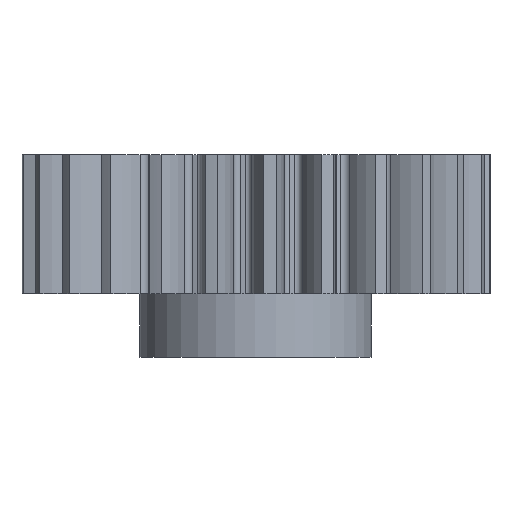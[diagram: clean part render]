
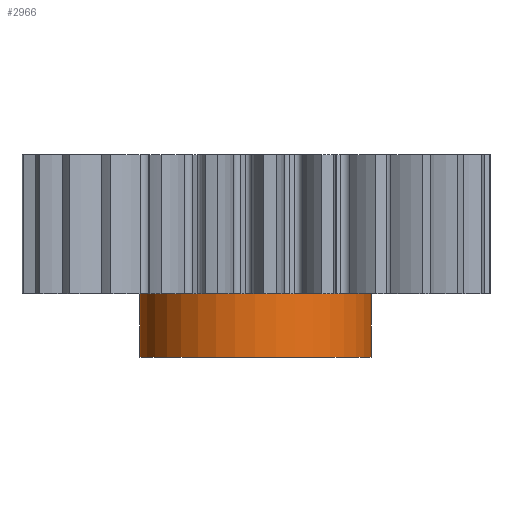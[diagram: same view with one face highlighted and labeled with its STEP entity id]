
A CAD part, left-side view. The second image highlights one B-rep face of the part: STEP entity #2966.
In plain terms, the highlighted cylindrical face has radius 40 mm (diameter 80 mm), a full revolution.
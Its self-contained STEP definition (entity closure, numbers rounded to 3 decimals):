
#696 = CARTESIAN_POINT ( 'NONE',  ( 0., 0., 0. ) ) ;
#697 = DIRECTION ( 'NONE',  ( 1., 0., 0. ) ) ;
#699 = DIRECTION ( 'NONE',  ( 1., 0., 0. ) ) ;
#700 = DIRECTION ( 'NONE',  ( 0., 0., -1. ) ) ;
#701 = CARTESIAN_POINT ( 'NONE',  ( 0., 0., -22. ) ) ;
#711 = DIRECTION ( 'NONE',  ( 0., 0., -1. ) ) ;
#1107 = CIRCLE ( 'NONE', #2220, 40. ) ;
#1210 = CIRCLE ( 'NONE', #2208, 40. ) ;
#1895 = EDGE_CURVE ( 'NONE', #5944, #5944, #1107, .T. ) ;
#1911 = EDGE_CURVE ( 'NONE', #5946, #5946, #1210, .T. ) ;
#2208 = AXIS2_PLACEMENT_3D ( 'NONE', #696, #711, #697 ) ;
#2220 = AXIS2_PLACEMENT_3D ( 'NONE', #701, #700, #699 ) ;
#2561 = AXIS2_PLACEMENT_3D ( 'NONE', #6613, #6614, #6621 ) ;
#2966 = ADVANCED_FACE ( 'NONE', ( #3186, #3195 ), #3216, .T. ) ;
#3186 = FACE_OUTER_BOUND ( 'NONE', #6188, .T. ) ;
#3195 = FACE_OUTER_BOUND ( 'NONE', #6327, .T. ) ;
#3216 = CYLINDRICAL_SURFACE ( 'NONE', #2561, 40. ) ;
#3840 = ORIENTED_EDGE ( 'NONE', *, *, #1895, .F. ) ;
#4023 = ORIENTED_EDGE ( 'NONE', *, *, #1911, .T. ) ;
#5944 = VERTEX_POINT ( 'NONE', #7305 ) ;
#5946 = VERTEX_POINT ( 'NONE', #7297 ) ;
#6188 = EDGE_LOOP ( 'NONE', ( #3840 ) ) ;
#6327 = EDGE_LOOP ( 'NONE', ( #4023 ) ) ;
#6613 = CARTESIAN_POINT ( 'NONE',  ( 0., 0., -70. ) ) ;
#6614 = DIRECTION ( 'NONE',  ( 0., 0., 1. ) ) ;
#6621 = DIRECTION ( 'NONE',  ( 1., 0., 0. ) ) ;
#7297 = CARTESIAN_POINT ( 'NONE',  ( 40., 0., 0. ) ) ;
#7305 = CARTESIAN_POINT ( 'NONE',  ( 40., 0., -22. ) ) ;
